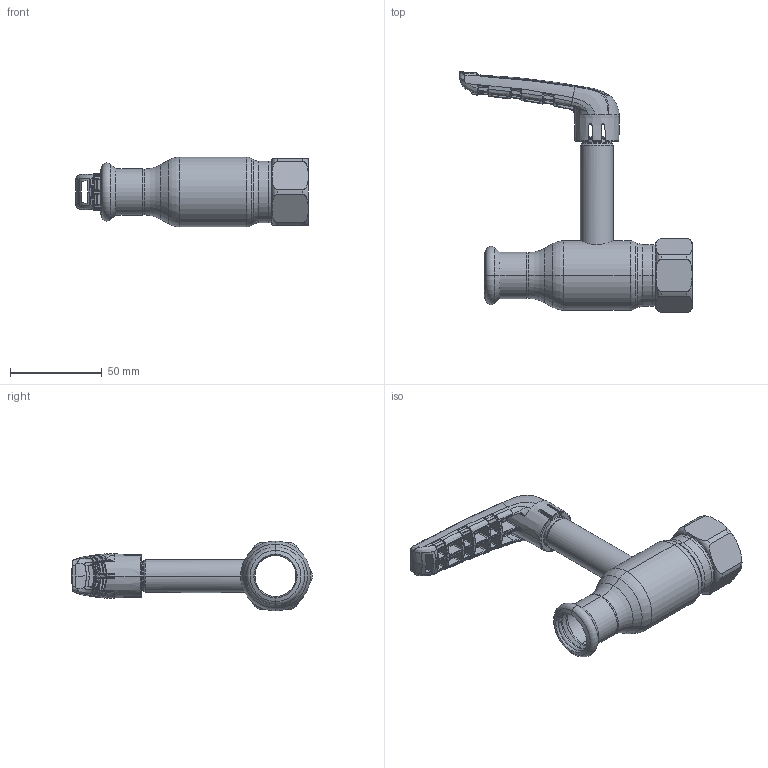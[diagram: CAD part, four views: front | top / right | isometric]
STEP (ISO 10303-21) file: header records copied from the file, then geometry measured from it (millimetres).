
FILE_DESCRIPTION (( 'STEP AP214' ), '1' );
FILE_NAME ('2020001001-xxxx.step', '2019-05-10T10:36:51', ( '' ), ( '' ), 'SwSTEP 2.0', 'SolidWorks 2017', '' );
FILE_SCHEMA (( 'AUTOMOTIVE_DESIGN' ));
Length unit declared in the file: millimetre
Products named in the file (1): 2020001001-xxxx
Bounding box: 126.78 x 130.88 x 38 mm (x, y, z)
Surface area: 30061.5 mm2 (no closed solid volume)
Topology: 0 solids, 9 shells, 791 faces, 2444 edges, 1542 vertices
Faces by surface type: bspline 634, plane 61, cylinder 44, torus 27, cone 25
Entity records: 58640 total; most frequent: CARTESIAN_POINT 34238, ORIENTED_EDGE 4080, EDGE_CURVE 2414, B_SPLINE_CURVE_WITH_KNOTS 1680, DIRECTION 1600, VERTEX_POINT 1542, EDGE_LOOP 813, UNCERTAINTY_MEASURE_WITH_UNIT 793
